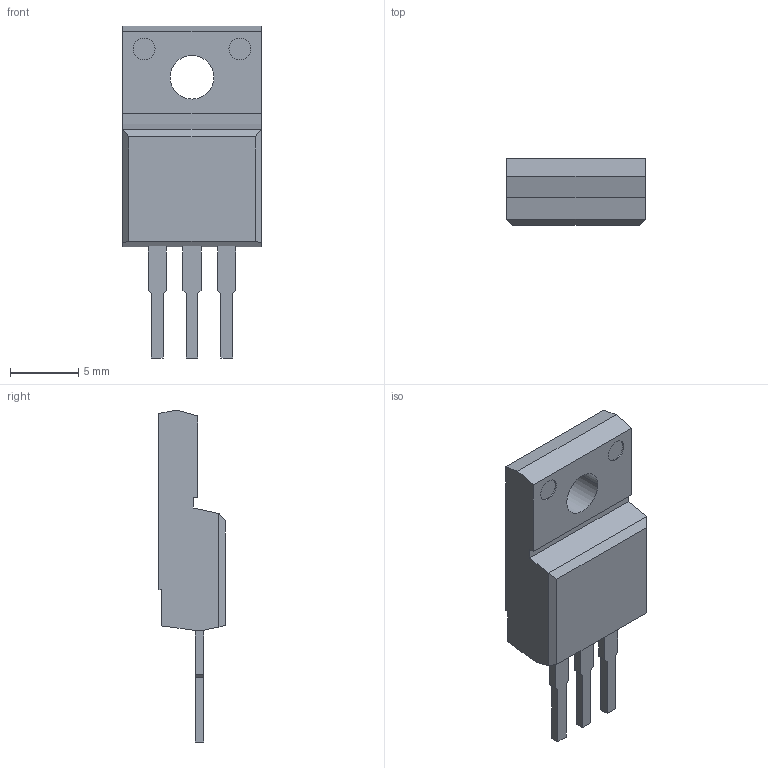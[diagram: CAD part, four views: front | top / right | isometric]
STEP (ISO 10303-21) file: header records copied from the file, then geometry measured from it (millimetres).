
FILE_DESCRIPTION((''),'2;1');
FILE_NAME('INFINEON_PG-TO-220 FP-V.stp','2014-10-20T14:03:11',(''),(''),'Mechanical Desktop 2011','Mechanical Desktop 2011',', , ');
FILE_SCHEMA(('AUTOMOTIVE_DESIGN { 1 2 10303 214 1 1 1 1 }'));
Length unit declared in the file: millimetre
Products named in the file (1): Product
Bounding box: 10.16 x 4.85 x 24.3 mm (x, y, z)
Volume: 613.8 mm3; surface area: 636.3 mm2
Topology: 4 solids, 4 shells, 56 faces, 138 edges, 92 vertices
Faces by surface type: plane 50, cylinder 6
Entity records: 1687 total; most frequent: CARTESIAN_POINT 287, ORIENTED_EDGE 276, DIRECTION 264, EDGE_CURVE 138, VECTOR 126, LINE 126, VERTEX_POINT 92, AXIS2_PLACEMENT_3D 69
